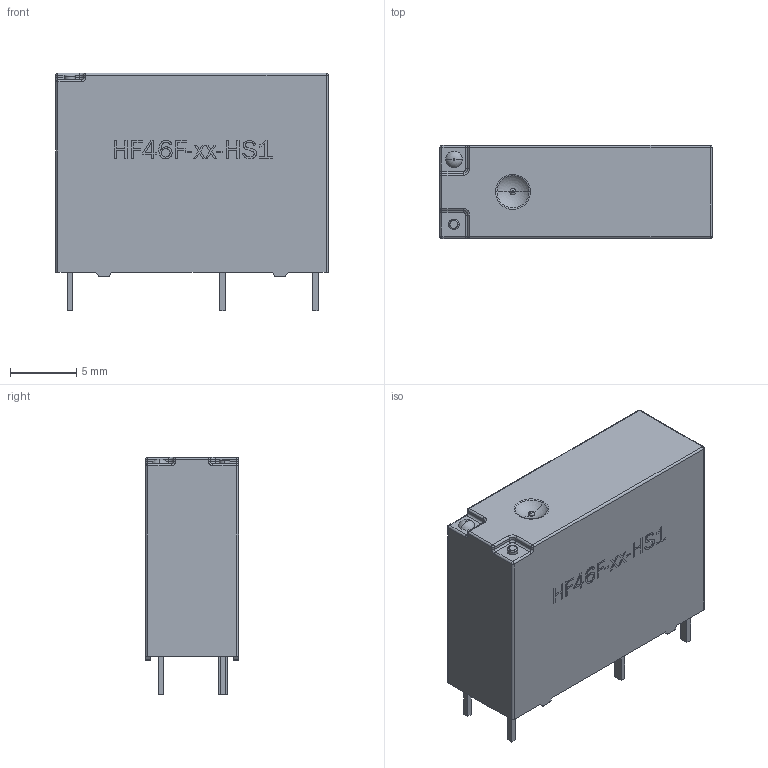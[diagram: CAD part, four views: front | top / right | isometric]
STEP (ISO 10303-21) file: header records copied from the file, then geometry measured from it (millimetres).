
FILE_DESCRIPTION (( 'STEP AP214' ), '1' );
FILE_NAME ('RELAY-TH_HF46F-L20.5-W7.0-H15.3.step', '2022-07-09T13:27:35', ( '' ), ( '' ), 'SwSTEP 2.0', 'SolidWorks 2020', '' );
FILE_SCHEMA (( 'AUTOMOTIVE_DESIGN' ));
Length unit declared in the file: millimetre
Products named in the file (1): RELAY-TH_HF46F-L20.5-W7.0-H15.3
Bounding box: 20.5 x 7.01 x 17.9 mm (x, y, z)
Volume: 2089 mm3; surface area: 1161.6 mm2
Topology: 1 solids, 1 shells, 569 faces, 1520 edges, 992 vertices
Faces by surface type: plane 345, bspline 160, cylinder 38, torus 18, sphere 8
Entity records: 26477 total; most frequent: CARTESIAN_POINT 7058, ORIENTED_EDGE 3024, DIRECTION 2114, EDGE_CURVE 1512, VECTOR 1082, LINE 1082, VERTEX_POINT 992, EDGE_LOOP 616
